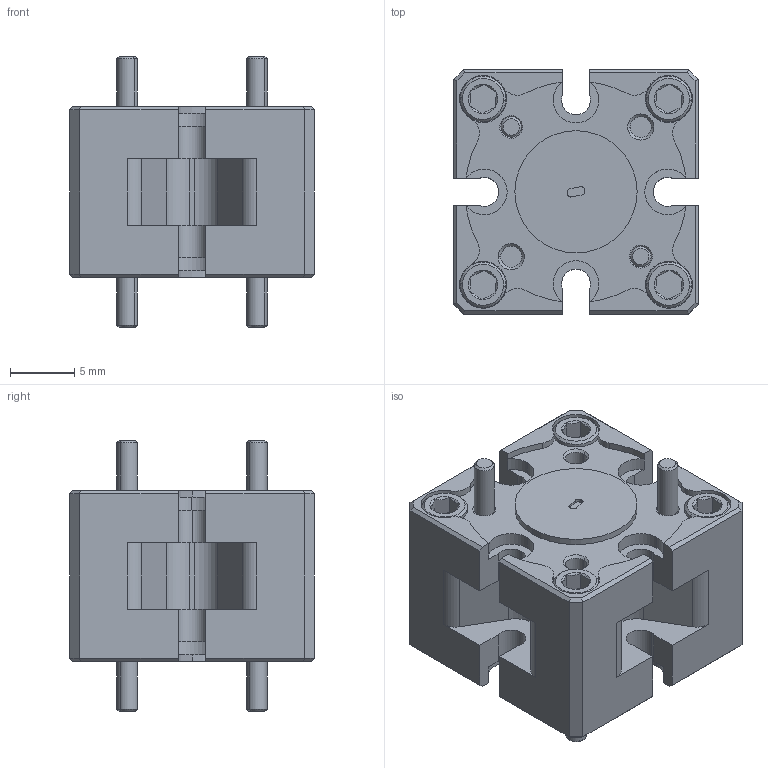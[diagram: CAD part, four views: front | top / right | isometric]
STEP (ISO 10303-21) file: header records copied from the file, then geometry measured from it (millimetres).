
FILE_DESCRIPTION (( 'STEP AP214' ), '1' );
FILE_NAME ('TF-SG-A-M-0.524.STEP', '2024-07-09T17:58:33', ( '' ), ( '' ), 'SwSTEP 2.0', 'SolidWorks 2021', '' );
FILE_SCHEMA (( 'AUTOMOTIVE_DESIGN' ));
Length unit declared in the file: inch
Products named in the file (1): TF-SG-A-M-0.524
Bounding box: 19.05 x 19.05 x 21.08 mm (x, y, z)
Volume: 3665.2 mm3; surface area: 3315.8 mm2
Topology: 13 solids, 21 shells, 580 faces, 1322 edges, 804 vertices
Faces by surface type: plane 222, cylinder 206, cone 152
Entity records: 16406 total; most frequent: DIRECTION 2976, CARTESIAN_POINT 2939, ORIENTED_EDGE 2612, EDGE_CURVE 1306, AXIS2_PLACEMENT_3D 1145, VERTEX_POINT 804, VECTOR 686, LINE 686
